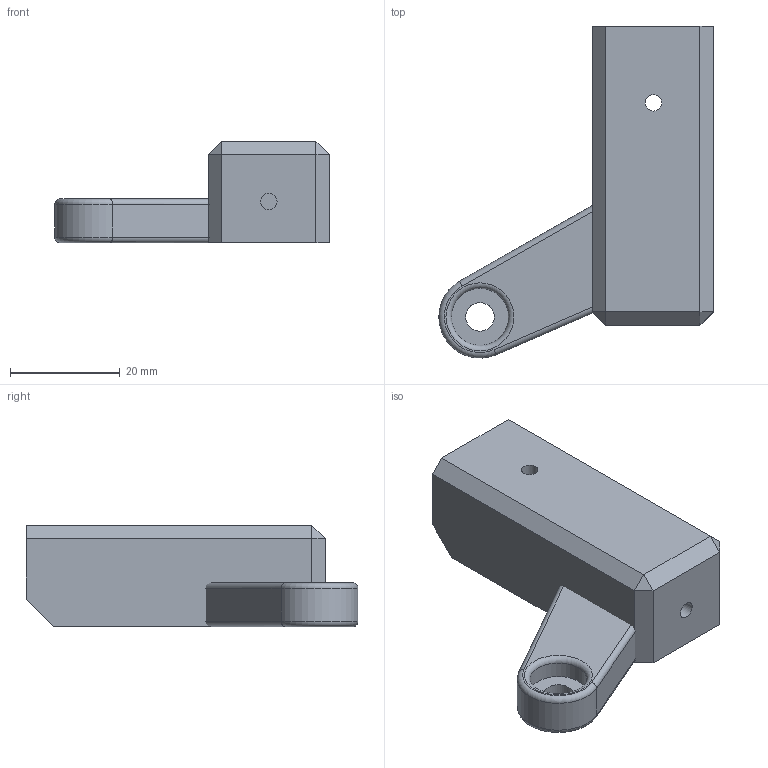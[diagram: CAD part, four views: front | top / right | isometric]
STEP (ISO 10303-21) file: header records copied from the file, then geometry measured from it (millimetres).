
FILE_DESCRIPTION(('FreeCAD Model'),'2;1');
FILE_NAME('z-upper-joint-x2.step', '2021-08-05T09:40:31',('Author'),(''), 'Open CASCADE STEP processor 7.3','FreeCAD','Unknown');
FILE_SCHEMA(('AUTOMOTIVE_DESIGN { 1 0 10303 214 1 1 1 1 }'));
Length unit declared in the file: millimetre
Products named in the file (2): beveled-joint; Fillet
Bounding box: 49.99 x 60.48 x 18.5 mm (x, y, z)
Volume: 16006.7 mm3; surface area: 8501.1 mm2
Topology: 2 solids, 2 shells, 43 faces, 99 edges, 62 vertices
Faces by surface type: plane 30, cylinder 9, torus 4
Full cylindrical faces by diameter (mm): 3 x2, 5.2 x1, 10.4 x1
Entity records: 2709 total; most frequent: CARTESIAN_POINT 489, DIRECTION 366, LINE 219, VECTOR 219, ORIENTED_EDGE 198, PCURVE 198, DEFINITIONAL_REPRESENTATION 198, EDGE_CURVE 99
